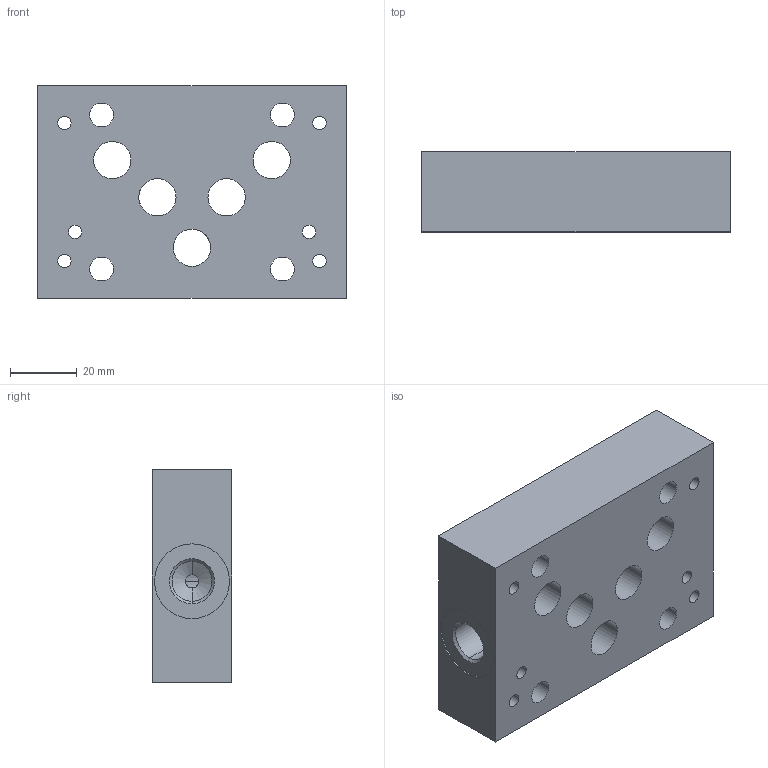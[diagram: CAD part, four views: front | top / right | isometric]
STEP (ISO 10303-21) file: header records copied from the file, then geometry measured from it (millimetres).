
FILE_DESCRIPTION((''),'2;1');
FILE_NAME('ZSR_ASM','2023-01-27T',('ProEService'),(''),'PRO/ENGINEER BY PARAMETRIC TECHNOLOGY CORPORATION, 2014200','PRO/ENGINEER BY PARAMETRIC TECHNOLOGY CORPORATION, 2014200','');
FILE_SCHEMA(('CONFIG_CONTROL_DESIGN'));
Length unit declared in the file: inch
Products named in the file (2): 150-830-003; ZSR_ASM
Assembly tree (1 placements, depth 2):
  ZSR_ASM
    150-830-003
Bounding box: 92.08 x 23.83 x 63.5 mm (x, y, z)
Volume: 117863 mm3; surface area: 27330.5 mm2
Topology: 1 solids, 1 shells, 58 faces, 453 edges, 504 vertices
Faces by surface type: cylinder 42, plane 8, cone 8
Entity records: 4091 total; most frequent: CARTESIAN_POINT 902, DIRECTION 654, VECTOR 356, LINE 356, ORIENTED_EDGE 312, TRIMMED_CURVE 295, COMPOSITE_CURVE_SEGMENT 273, EDGE_CURVE 156
